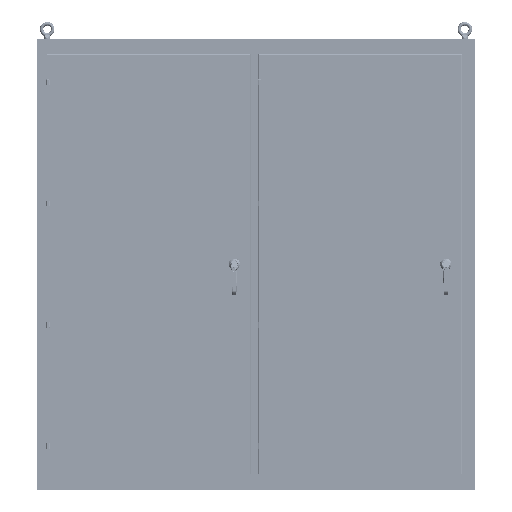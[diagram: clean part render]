
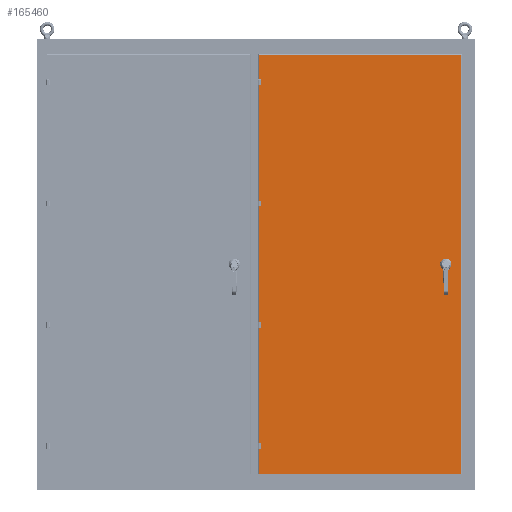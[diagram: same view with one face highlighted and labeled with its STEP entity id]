
A CAD part, top view. The second image highlights one B-rep face of the part: STEP entity #165460.
In plain terms, the highlighted planar face has unit normal (0, 0, 1).
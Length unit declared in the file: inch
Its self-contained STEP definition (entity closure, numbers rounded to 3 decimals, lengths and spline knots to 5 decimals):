
#2521 = CARTESIAN_POINT ( 'NONE',  ( 36.42461, 37.1122, 12.529 ) ) ;
#18000 = EDGE_CURVE ( 'NONE', #145089, #289406, #133723, .T. ) ;
#20014 = DIRECTION ( 'NONE',  ( 0., 0., -1. ) ) ;
#20402 = CARTESIAN_POINT ( 'NONE',  ( 33.87835, 0., 12.529 ) ) ;
#40846 = ORIENTED_EDGE ( 'NONE', *, *, #18000, .F. ) ;
#49661 = PLANE ( 'NONE',  #117958 ) ;
#52174 = CARTESIAN_POINT ( 'NONE',  ( 18.4687, 37.1122, 12.529 ) ) ;
#52842 = DIRECTION ( 'NONE',  ( 0., 0., 1. ) ) ;
#60638 = CIRCLE ( 'NONE', #244555, 0.22146 ) ;
#79322 = FACE_OUTER_BOUND ( 'NONE', #182626, .T. ) ;
#92827 = DIRECTION ( 'NONE',  ( 0., 1., 0. ) ) ;
#101116 = ORIENTED_EDGE ( 'NONE', *, *, #211571, .F. ) ;
#107641 = DIRECTION ( 'NONE',  ( -1., 0., 0. ) ) ;
#108196 = CARTESIAN_POINT ( 'NONE',  ( 36.42461, -37.1122, 12.529 ) ) ;
#111330 = CARTESIAN_POINT ( 'NONE',  ( 36.42461, 0., 12.529 ) ) ;
#112168 = CARTESIAN_POINT ( 'NONE',  ( 33.65689, 0., 12.529 ) ) ;
#117958 = AXIS2_PLACEMENT_3D ( 'NONE', #196227, #20014, #276092 ) ;
#133723 = LINE ( 'NONE', #111330, #312051 ) ;
#134562 = DIRECTION ( 'NONE',  ( 1., 0., 0. ) ) ;
#143987 = VECTOR ( 'NONE', #92827, 39.37008 ) ;
#145089 = VERTEX_POINT ( 'NONE', #2521 ) ;
#154439 = CARTESIAN_POINT ( 'NONE',  ( 0.5128, 37.1122, 12.529 ) ) ;
#159973 = DIRECTION ( 'NONE',  ( 1., 0., 0. ) ) ;
#161511 = VERTEX_POINT ( 'NONE', #20402 ) ;
#164098 = VECTOR ( 'NONE', #159973, 39.37008 ) ;
#165460 = ADVANCED_FACE ( 'NONE', ( #274266, #79322 ), #49661, .F. ) ;
#170909 = ORIENTED_EDGE ( 'NONE', *, *, #322583, .F. ) ;
#174580 = LINE ( 'NONE', #287756, #143987 ) ;
#179006 = EDGE_CURVE ( 'NONE', #289406, #259853, #276557, .T. ) ;
#182626 = EDGE_LOOP ( 'NONE', ( #308633, #347966, #40846, #101116 ) ) ;
#196227 = CARTESIAN_POINT ( 'NONE',  ( 18.4687, 0., 12.529 ) ) ;
#211571 = EDGE_CURVE ( 'NONE', #231276, #145089, #306439, .T. ) ;
#224530 = DIRECTION ( 'NONE',  ( 0., -1., 0. ) ) ;
#231276 = VERTEX_POINT ( 'NONE', #154439 ) ;
#231769 = CARTESIAN_POINT ( 'NONE',  ( 0.5128, -37.1122, 12.529 ) ) ;
#244555 = AXIS2_PLACEMENT_3D ( 'NONE', #112168, #52842, #134562 ) ;
#257397 = EDGE_CURVE ( 'NONE', #259853, #231276, #174580, .T. ) ;
#259853 = VERTEX_POINT ( 'NONE', #231769 ) ;
#274266 = FACE_BOUND ( 'NONE', #327268, .T. ) ;
#276092 = DIRECTION ( 'NONE',  ( -1., 0., 0. ) ) ;
#276557 = LINE ( 'NONE', #306222, #322960 ) ;
#287756 = CARTESIAN_POINT ( 'NONE',  ( 0.5128, 0., 12.529 ) ) ;
#289406 = VERTEX_POINT ( 'NONE', #108196 ) ;
#306222 = CARTESIAN_POINT ( 'NONE',  ( 18.4687, -37.1122, 12.529 ) ) ;
#306439 = LINE ( 'NONE', #52174, #164098 ) ;
#308633 = ORIENTED_EDGE ( 'NONE', *, *, #257397, .F. ) ;
#312051 = VECTOR ( 'NONE', #224530, 39.37008 ) ;
#322583 = EDGE_CURVE ( 'NONE', #161511, #161511, #60638, .T. ) ;
#322960 = VECTOR ( 'NONE', #107641, 39.37008 ) ;
#327268 = EDGE_LOOP ( 'NONE', ( #170909 ) ) ;
#347966 = ORIENTED_EDGE ( 'NONE', *, *, #179006, .F. ) ;
